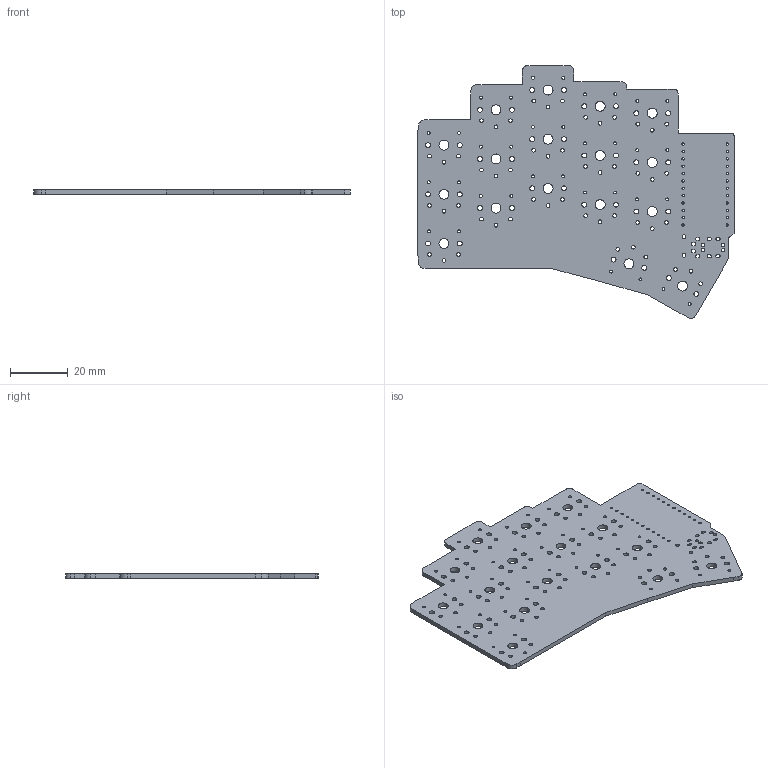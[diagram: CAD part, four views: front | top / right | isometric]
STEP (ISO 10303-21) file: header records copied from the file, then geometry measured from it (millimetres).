
FILE_DESCRIPTION(('KiCad electronic assembly'),'2;1');
FILE_NAME('ferris-sweep-compact-2.step','2022-04-28T09:26:11',('Pcbnew') ,('Kicad'),'Open CASCADE STEP processor 7.6','KiCad to STEP converter' ,'Unknown');
FILE_SCHEMA(('AUTOMOTIVE_DESIGN { 1 0 10303 214 1 1 1 1 }'));
Length unit declared in the file: millimetre
Products named in the file (2): ferris-sweep-compact-2 1; ferris-sweep-compact-2 PCB
Assembly tree (1 placements, depth 2):
  ferris-sweep-compact-2 1
    ferris-sweep-compact-2 PCB
Bounding box: 109.25 x 87.45 x 1.6 mm (x, y, z)
Volume: 10515.1 mm3; surface area: 14991.5 mm2
Topology: 1 solids, 1 shells, 246 faces, 732 edges, 488 vertices
Faces by surface type: cylinder 191, plane 55
Full cylindrical faces by diameter (mm): 0.813 x24, 0.991 x34, 1.2 x4, 1.27 x51, 1.3 x2, 1.702 x34, 3.429 x17
Entity records: 18717 total; most frequent: DIRECTION 3074, CARTESIAN_POINT 2932, ORIENTED_EDGE 1464, PCURVE 1464, DEFINITIONAL_REPRESENTATION 1464, LINE 1432, VECTOR 1432, CIRCLE 764
